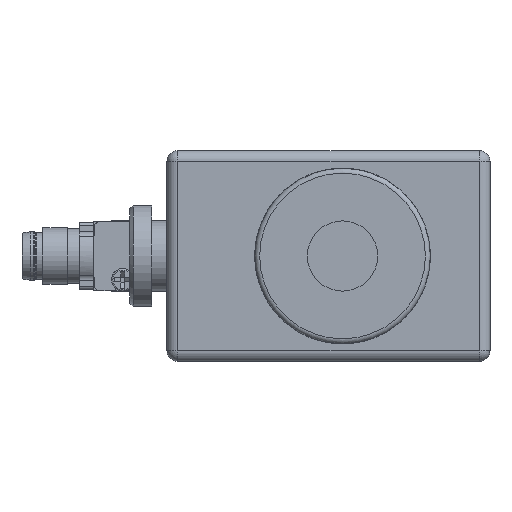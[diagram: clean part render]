
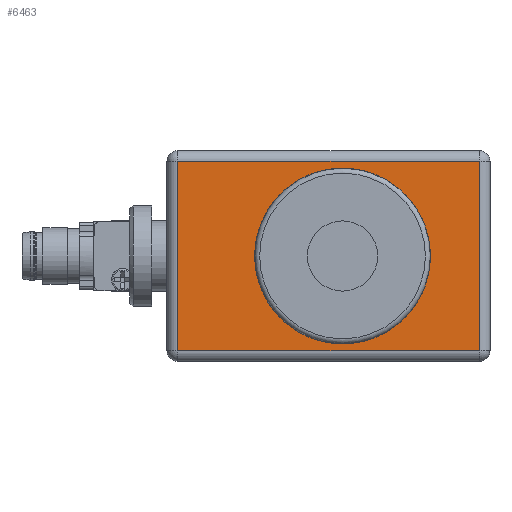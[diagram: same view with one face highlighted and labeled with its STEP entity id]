
A CAD part, left-side view. The second image highlights one B-rep face of the part: STEP entity #6463.
In plain terms, the highlighted planar face has unit normal (-1, 0, 0).
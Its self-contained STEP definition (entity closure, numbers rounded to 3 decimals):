
#124=FACE_BOUND('',#1152,.T.);
#255=PLANE('',#7119);
#722=FACE_OUTER_BOUND('',#1151,.T.);
#1151=EDGE_LOOP('',(#5278,#5279,#5280,#5281));
#1152=EDGE_LOOP('',(#5282));
#1636=LINE('',#10683,#2147);
#1638=LINE('',#10690,#2149);
#1640=LINE('',#10701,#2151);
#1642=LINE('',#10707,#2153);
#2147=VECTOR('',#8447,10.);
#2149=VECTOR('',#8455,10.);
#2151=VECTOR('',#8469,10.);
#2153=VECTOR('',#8479,10.);
#2575=CIRCLE('',#7120,10.8);
#3025=VERTEX_POINT('',#10679);
#3026=VERTEX_POINT('',#10681);
#3028=VERTEX_POINT('',#10688);
#3031=VERTEX_POINT('',#10700);
#3077=VERTEX_POINT('',#10891);
#3720=EDGE_CURVE('',#3026,#3025,#1636,.T.);
#3724=EDGE_CURVE('',#3028,#3026,#1638,.T.);
#3729=EDGE_CURVE('',#3025,#3031,#1640,.T.);
#3733=EDGE_CURVE('',#3031,#3028,#1642,.T.);
#3817=EDGE_CURVE('',#3077,#3077,#2575,.T.);
#5278=ORIENTED_EDGE('',*,*,#3733,.F.);
#5279=ORIENTED_EDGE('',*,*,#3729,.F.);
#5280=ORIENTED_EDGE('',*,*,#3720,.F.);
#5281=ORIENTED_EDGE('',*,*,#3724,.F.);
#5282=ORIENTED_EDGE('',*,*,#3817,.T.);
#6463=ADVANCED_FACE('',(#722,#124),#255,.T.);
#7119=AXIS2_PLACEMENT_3D('',#10890,#8680,#8681);
#7120=AXIS2_PLACEMENT_3D('',#10892,#8682,#8683);
#8447=DIRECTION('',(0.,-1.,0.));
#8455=DIRECTION('',(0.,0.,1.));
#8469=DIRECTION('',(0.,0.,-1.));
#8479=DIRECTION('',(0.,1.,0.));
#8680=DIRECTION('center_axis',(-1.,0.,0.));
#8681=DIRECTION('ref_axis',(0.,-1.,0.));
#8682=DIRECTION('center_axis',(1.,0.,0.));
#8683=DIRECTION('ref_axis',(0.,0.,-1.));
#10679=CARTESIAN_POINT('',(-31.426,-20.307,13.5));
#10681=CARTESIAN_POINT('',(-31.426,22.693,13.5));
#10683=CARTESIAN_POINT('',(-31.426,12.693,13.5));
#10688=CARTESIAN_POINT('',(-31.426,22.693,-13.5));
#10690=CARTESIAN_POINT('',(-31.426,22.693,-15.));
#10700=CARTESIAN_POINT('',(-31.426,-20.307,-13.5));
#10701=CARTESIAN_POINT('',(-31.426,-20.307,-15.));
#10707=CARTESIAN_POINT('',(-31.426,12.693,-13.5));
#10890=CARTESIAN_POINT('Origin',(-31.426,24.193,-15.));
#10891=CARTESIAN_POINT('',(-31.426,-0.807,10.8));
#10892=CARTESIAN_POINT('Origin',(-31.426,-0.807,0.));
